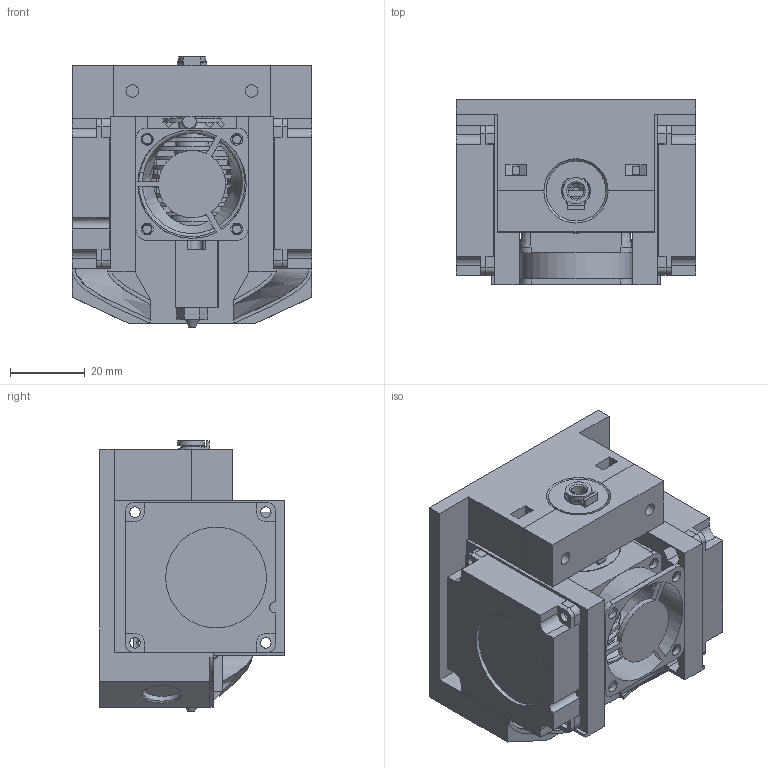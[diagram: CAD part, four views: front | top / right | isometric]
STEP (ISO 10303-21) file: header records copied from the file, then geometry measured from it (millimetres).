
FILE_DESCRIPTION(/* description */ ('STEP AP242','CAx-IF Rec.Pracs.---Representation and Presentation of Product Manufacturing Information (PMI)---4.0---2014-10-13','CAx-IF Rec.Pracs.---3D Tessellated Geometry---0.4---2014-09-14','2;1'),/* implementation_level */ '2;1');
FILE_NAME(/* name */ '660bc1d860e250121b890e7f',/* time_stamp */ '2024-04-02T08:29:13Z',/* author */ (''),/* organization */ (''),/* preprocessor_version */ 'ST-DEVELOPER v19.4',/* originating_system */ ' ',/* authorisation */ ' ');
FILE_SCHEMA (('AP242_MANAGED_MODEL_BASED_3D_ENGINEERING_MIM_LF { 1 0 10303 442 1 1 4 }'));
Products named in the file (7): Fan Path; 4010 Fan; Duet 3d IR Sensor; Hotend; Screw On; Base
Bounding box: 64 x 49.5 x 72.3 mm (x, y, z)
Volume: 111773.5 mm3; surface area: 61425.9 mm2
Topology: 7 solids, 7 shells, 945 faces, 2709 edges, 1794 vertices
Faces by surface type: plane 527, cylinder 231, cone 82, bspline 71, sphere 18, torus 16
Full cylindrical faces by diameter (mm): 0.8 x1, 2 x2, 2.6 x15, 2.8 x16, 3 x3, 3.2 x11, 3.35 x6, 4 x1, 4.1 x1, 4.16 x1, 4.2 x1, 4.9 x1, 5.05 x1, 6 x4, 7 x1, 7.6 x1, 8 x1, 10.3 x2, 12 x1, 16 x3, 22.35 x3, 27 x2, 29 x1, 30 x1
Entity records: 44756 total; most frequent: CARTESIAN_POINT 21447, ORIENTED_EDGE 5076, DIRECTION 4407, EDGE_CURVE 2538, VERTEX_POINT 1751, AXIS2_PLACEMENT_3D 1521, LINE 1365, VECTOR 1365
